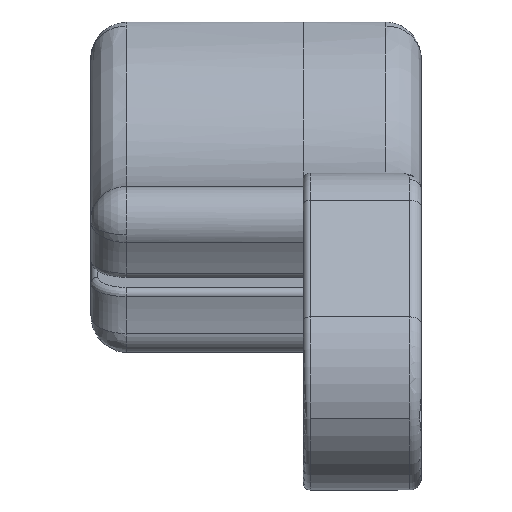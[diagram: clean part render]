
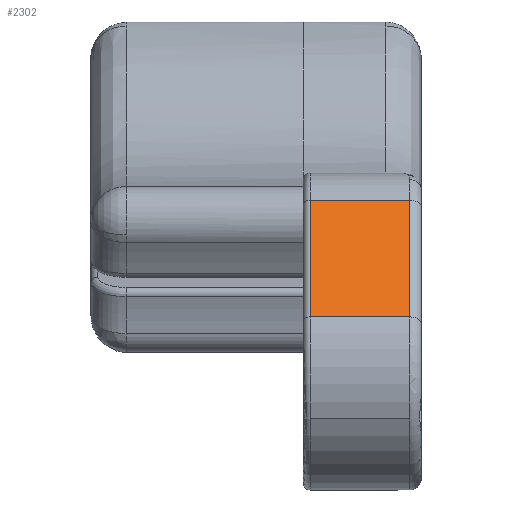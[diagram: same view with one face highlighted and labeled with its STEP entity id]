
A CAD part, front view. The second image highlights one B-rep face of the part: STEP entity #2302.
In plain terms, the highlighted planar face has unit normal (0, -0.84, 0.542).
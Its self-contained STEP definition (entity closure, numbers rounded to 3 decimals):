
#1815=CARTESIAN_POINT('',(19.,474.773,322.73));
#1816=VERTEX_POINT('',#1815);
#1824=CARTESIAN_POINT('',(10.6,474.773,322.73));
#1825=VERTEX_POINT('',#1824);
#1826=CARTESIAN_POINT('',(10.6,474.773,322.73));
#1827=DIRECTION('',(1.,0.,-0.));
#1828=VECTOR('',#1827,8.4);
#1829=LINE('',#1826,#1828);
#1830=EDGE_CURVE('',#1825,#1816,#1829,.T.);
#2272=CARTESIAN_POINT('',(10.,478.625,328.697));
#2273=DIRECTION('',(0.,0.84,-0.542));
#2274=DIRECTION('',(0.,0.542,0.84));
#2275=AXIS2_PLACEMENT_3D('',#2272,#2273,#2274);
#2276=PLANE('',#2275);
#2277=CARTESIAN_POINT('',(19.,481.154,332.615));
#2278=VERTEX_POINT('',#2277);
#2279=CARTESIAN_POINT('',(10.6,481.154,332.615));
#2280=VERTEX_POINT('',#2279);
#2281=CARTESIAN_POINT('',(19.,481.154,332.615));
#2282=DIRECTION('',(-1.,-0.,0.));
#2283=VECTOR('',#2282,8.4);
#2284=LINE('',#2281,#2283);
#2285=EDGE_CURVE('',#2278,#2280,#2284,.T.);
#2286=ORIENTED_EDGE('',*,*,#2285,.T.);
#2287=CARTESIAN_POINT('',(10.6,481.154,332.615));
#2288=DIRECTION('',(-0.,-0.542,-0.84));
#2289=VECTOR('',#2288,11.766);
#2290=LINE('',#2287,#2289);
#2291=EDGE_CURVE('',#2280,#1825,#2290,.T.);
#2292=ORIENTED_EDGE('',*,*,#2291,.T.);
#2293=ORIENTED_EDGE('',*,*,#1830,.T.);
#2294=CARTESIAN_POINT('',(19.,474.773,322.73));
#2295=DIRECTION('',(0.,0.542,0.84));
#2296=VECTOR('',#2295,11.766);
#2297=LINE('',#2294,#2296);
#2298=EDGE_CURVE('',#1816,#2278,#2297,.T.);
#2299=ORIENTED_EDGE('',*,*,#2298,.T.);
#2300=EDGE_LOOP('',(#2286,#2292,#2293,#2299));
#2301=FACE_BOUND('',#2300,.T.);
#2302=ADVANCED_FACE('',(#2301),#2276,.F.);
